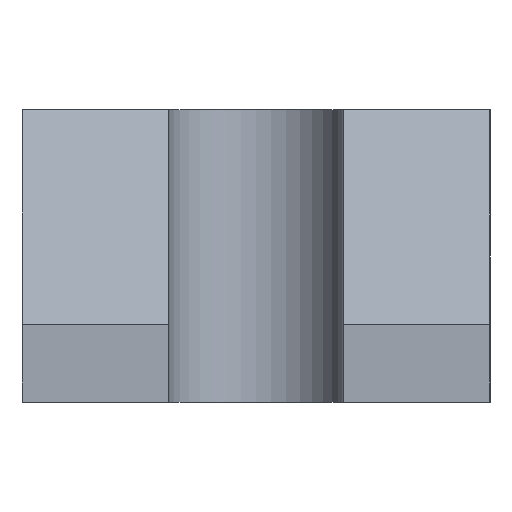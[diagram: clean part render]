
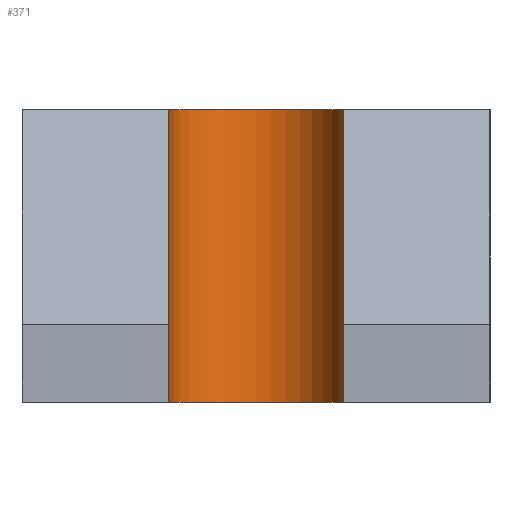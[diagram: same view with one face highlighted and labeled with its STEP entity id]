
A CAD part, left-side view. The second image highlights one B-rep face of the part: STEP entity #371.
In plain terms, the highlighted cylindrical face has radius 9 mm (diameter 18 mm), a partial arc.
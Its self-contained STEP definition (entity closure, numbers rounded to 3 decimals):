
#9 = CARTESIAN_POINT ( 'NONE',  ( 0., -9., 0. ) ) ;
#16 = AXIS2_PLACEMENT_3D ( 'NONE', #445, #418, #88 ) ;
#30 = EDGE_CURVE ( 'NONE', #234, #337, #246, .T. ) ;
#42 = AXIS2_PLACEMENT_3D ( 'NONE', #148, #82, #156 ) ;
#46 = VECTOR ( 'NONE', #204, 1000. ) ;
#66 = EDGE_CURVE ( 'NONE', #410, #337, #107, .T. ) ;
#82 = DIRECTION ( 'NONE',  ( 0., 0., 1. ) ) ;
#84 = ORIENTED_EDGE ( 'NONE', *, *, #66, .T. ) ;
#85 = EDGE_CURVE ( 'NONE', #316, #234, #144, .T. ) ;
#88 = DIRECTION ( 'NONE',  ( 0., 1., 0. ) ) ;
#95 = ORIENTED_EDGE ( 'NONE', *, *, #195, .F. ) ;
#107 = CIRCLE ( 'NONE', #16, 9. ) ;
#128 = DIRECTION ( 'NONE',  ( 0., 0., -1. ) ) ;
#144 = CIRCLE ( 'NONE', #411, 9. ) ;
#148 = CARTESIAN_POINT ( 'NONE',  ( 0., 0., 0. ) ) ;
#156 = DIRECTION ( 'NONE',  ( 0., 1., 0. ) ) ;
#169 = ORIENTED_EDGE ( 'NONE', *, *, #30, .F. ) ;
#190 = EDGE_LOOP ( 'NONE', ( #84, #169, #441, #95 ) ) ;
#195 = EDGE_CURVE ( 'NONE', #410, #316, #322, .T. ) ;
#204 = DIRECTION ( 'NONE',  ( 0., 0., -1. ) ) ;
#226 = VECTOR ( 'NONE', #228, 1000. ) ;
#228 = DIRECTION ( 'NONE',  ( 0., 0., 1. ) ) ;
#234 = VERTEX_POINT ( 'NONE', #401 ) ;
#246 = LINE ( 'NONE', #9, #46 ) ;
#265 = FACE_OUTER_BOUND ( 'NONE', #190, .T. ) ;
#283 = DIRECTION ( 'NONE',  ( 0., 1., 0. ) ) ;
#316 = VERTEX_POINT ( 'NONE', #470 ) ;
#322 = LINE ( 'NONE', #399, #226 ) ;
#337 = VERTEX_POINT ( 'NONE', #405 ) ;
#371 = ADVANCED_FACE ( 'NONE', ( #265 ), #402, .F. ) ;
#399 = CARTESIAN_POINT ( 'NONE',  ( 0., 9., 0. ) ) ;
#401 = CARTESIAN_POINT ( 'NONE',  ( 0., -9., 30. ) ) ;
#402 = CYLINDRICAL_SURFACE ( 'NONE', #42, 9. ) ;
#405 = CARTESIAN_POINT ( 'NONE',  ( 0., -9., 0. ) ) ;
#410 = VERTEX_POINT ( 'NONE', #474 ) ;
#411 = AXIS2_PLACEMENT_3D ( 'NONE', #456, #128, #283 ) ;
#418 = DIRECTION ( 'NONE',  ( 0., 0., -1. ) ) ;
#441 = ORIENTED_EDGE ( 'NONE', *, *, #85, .F. ) ;
#445 = CARTESIAN_POINT ( 'NONE',  ( 0., 0., 0. ) ) ;
#456 = CARTESIAN_POINT ( 'NONE',  ( 0., 0., 30. ) ) ;
#470 = CARTESIAN_POINT ( 'NONE',  ( 0., 9., 30. ) ) ;
#474 = CARTESIAN_POINT ( 'NONE',  ( 0., 9., 0. ) ) ;
